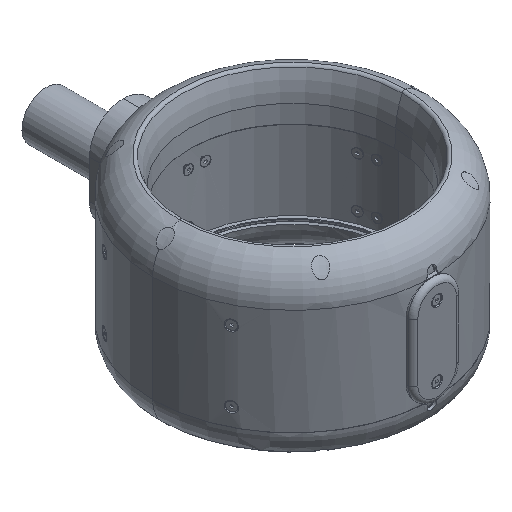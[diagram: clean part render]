
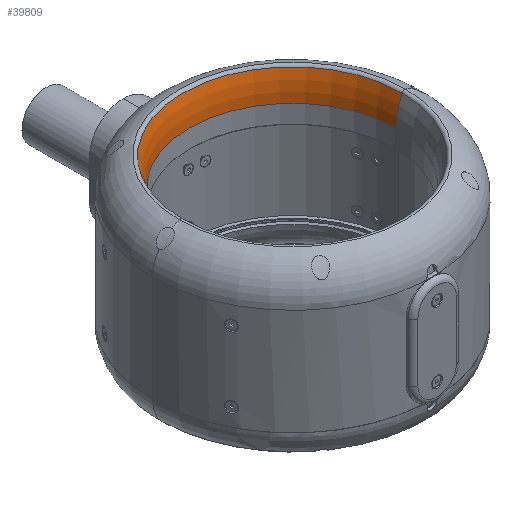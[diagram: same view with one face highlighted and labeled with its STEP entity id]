
A CAD part, isometric view. The second image highlights one B-rep face of the part: STEP entity #39809.
In plain terms, the highlighted toroidal (fillet/blend) face has major radius 186.901 mm and minor radius 80 mm.
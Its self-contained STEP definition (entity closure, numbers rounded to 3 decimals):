
#1057 = FACE_OUTER_BOUND ( 'NONE', #11005, .T. ) ;
#6806 = AXIS2_PLACEMENT_3D ( 'NONE', #63541, #99742, #9459 ) ;
#9459 = DIRECTION ( 'NONE',  ( 1., 0., 0. ) ) ;
#9623 = VERTEX_POINT ( 'NONE', #15753 ) ;
#9963 = DIRECTION ( 'NONE',  ( 0., 0., 1. ) ) ;
#11005 = EDGE_LOOP ( 'NONE', ( #87343, #23218, #66049, #54201 ) ) ;
#11542 = DIRECTION ( 'NONE',  ( 0., -1., 0. ) ) ;
#13596 = AXIS2_PLACEMENT_3D ( 'NONE', #18298, #9963, #82440 ) ;
#15753 = CARTESIAN_POINT ( 'NONE',  ( 113.683, 0., 90.872 ) ) ;
#17527 = EDGE_CURVE ( 'NONE', #55692, #24163, #115162, .T. ) ;
#18298 = CARTESIAN_POINT ( 'NONE',  ( 0., 0., 58.637 ) ) ;
#23218 = ORIENTED_EDGE ( 'NONE', *, *, #34935, .T. ) ;
#24163 = VERTEX_POINT ( 'NONE', #68805 ) ;
#33652 = DIRECTION ( 'NONE',  ( 0., 0., 1. ) ) ;
#34935 = EDGE_CURVE ( 'NONE', #92763, #24163, #43119, .T. ) ;
#35652 = CIRCLE ( 'NONE', #92559, 80. ) ;
#37728 = CARTESIAN_POINT ( 'NONE',  ( 186.902, 0., 58.637 ) ) ;
#39809 = ADVANCED_FACE ( 'NONE', ( #1057 ), #47679, .T. ) ;
#43119 = CIRCLE ( 'NONE', #71623, 80. ) ;
#43187 = CARTESIAN_POINT ( 'NONE',  ( 107.011, 0., 62.824 ) ) ;
#43719 = DIRECTION ( 'NONE',  ( 1., 0., 0. ) ) ;
#47679 = TOROIDAL_SURFACE ( 'NONE', #13596, 186.902, 80. ) ;
#50050 = AXIS2_PLACEMENT_3D ( 'NONE', #61548, #33652, #43719 ) ;
#51925 = CIRCLE ( 'NONE', #50050, 113.683 ) ;
#54201 = ORIENTED_EDGE ( 'NONE', *, *, #68740, .F. ) ;
#55692 = VERTEX_POINT ( 'NONE', #43187 ) ;
#61548 = CARTESIAN_POINT ( 'NONE',  ( 0., 0., 90.872 ) ) ;
#63541 = CARTESIAN_POINT ( 'NONE',  ( 0., 0., 62.824 ) ) ;
#65039 = DIRECTION ( 'NONE',  ( 1., 0., 0. ) ) ;
#65540 = CARTESIAN_POINT ( 'NONE',  ( -186.902, 0., 58.637 ) ) ;
#66049 = ORIENTED_EDGE ( 'NONE', *, *, #17527, .F. ) ;
#68740 = EDGE_CURVE ( 'NONE', #9623, #55692, #35652, .T. ) ;
#68805 = CARTESIAN_POINT ( 'NONE',  ( -107.011, 0., 62.824 ) ) ;
#69901 = EDGE_CURVE ( 'NONE', #9623, #92763, #51925, .T. ) ;
#71623 = AXIS2_PLACEMENT_3D ( 'NONE', #65540, #111808, #92268 ) ;
#82440 = DIRECTION ( 'NONE',  ( 1., 0., 0. ) ) ;
#87343 = ORIENTED_EDGE ( 'NONE', *, *, #69901, .T. ) ;
#92268 = DIRECTION ( 'NONE',  ( -1., 0., 0. ) ) ;
#92559 = AXIS2_PLACEMENT_3D ( 'NONE', #37728, #11542, #65039 ) ;
#92763 = VERTEX_POINT ( 'NONE', #99354 ) ;
#99354 = CARTESIAN_POINT ( 'NONE',  ( -113.683, 0., 90.872 ) ) ;
#99742 = DIRECTION ( 'NONE',  ( 0., 0., 1. ) ) ;
#111808 = DIRECTION ( 'NONE',  ( 0., 1., 0. ) ) ;
#115162 = CIRCLE ( 'NONE', #6806, 107.011 ) ;
